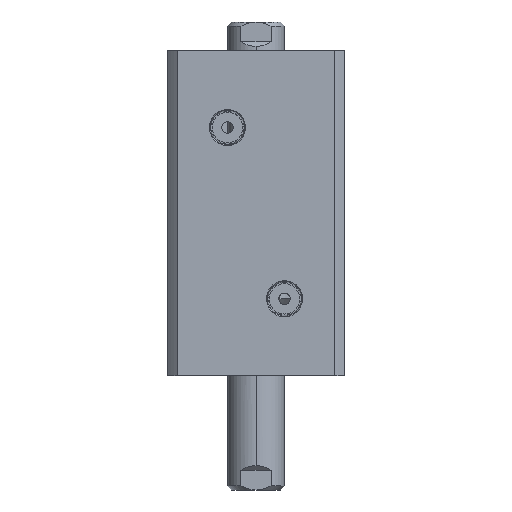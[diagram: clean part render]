
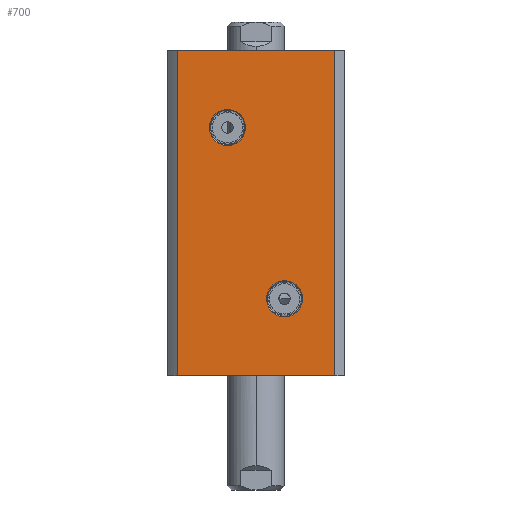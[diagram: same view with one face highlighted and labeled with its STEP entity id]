
A CAD part, left-side view. The second image highlights one B-rep face of the part: STEP entity #700.
In plain terms, the highlighted planar face has unit normal (-1, 0, 0).
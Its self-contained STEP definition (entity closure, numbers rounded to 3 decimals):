
#347 = FACE_OUTER_BOUND ( 'NONE', #10030, .T. ) ;
#522 = ORIENTED_EDGE ( 'NONE', *, *, #22413, .F. ) ;
#700 = ADVANCED_FACE ( 'NONE', ( #23267, #1285, #347 ), #3349, .F. ) ;
#1285 = FACE_BOUND ( 'NONE', #25787, .T. ) ;
#1370 = VECTOR ( 'NONE', #2633, 1000. ) ;
#1767 = CARTESIAN_POINT ( 'NONE',  ( -31., 10., 30. ) ) ;
#2263 = CARTESIAN_POINT ( 'NONE',  ( -31., -27.591, 57. ) ) ;
#2564 = LINE ( 'NONE', #8607, #23254 ) ;
#2633 = DIRECTION ( 'NONE',  ( 0., 0., -1. ) ) ;
#3171 = DIRECTION ( 'NONE',  ( -1., 0., 0. ) ) ;
#3349 = PLANE ( 'NONE',  #17127 ) ;
#3378 = ORIENTED_EDGE ( 'NONE', *, *, #22669, .F. ) ;
#3405 = CARTESIAN_POINT ( 'NONE',  ( -31., -10., -36.335 ) ) ;
#3787 = DIRECTION ( 'NONE',  ( 0., 0., -1. ) ) ;
#3903 = DIRECTION ( 'NONE',  ( 0., 0., 1. ) ) ;
#4193 = VERTEX_POINT ( 'NONE', #16352 ) ;
#4807 = AXIS2_PLACEMENT_3D ( 'NONE', #1767, #18569, #3903 ) ;
#5069 = DIRECTION ( 'NONE',  ( 0., 0., 1. ) ) ;
#5169 = CARTESIAN_POINT ( 'NONE',  ( -31., -10., -23.665 ) ) ;
#5255 = CARTESIAN_POINT ( 'NONE',  ( -31., 27.591, 57. ) ) ;
#5916 = CIRCLE ( 'NONE', #13318, 6.335 ) ;
#6087 = VERTEX_POINT ( 'NONE', #3405 ) ;
#6425 = VERTEX_POINT ( 'NONE', #21854 ) ;
#6816 = LINE ( 'NONE', #7013, #1370 ) ;
#7013 = CARTESIAN_POINT ( 'NONE',  ( -31., 27.591, 57. ) ) ;
#7709 = AXIS2_PLACEMENT_3D ( 'NONE', #11480, #3171, #5069 ) ;
#8392 = VERTEX_POINT ( 'NONE', #9303 ) ;
#8607 = CARTESIAN_POINT ( 'NONE',  ( -31., 27.591, 57. ) ) ;
#9215 = CARTESIAN_POINT ( 'NONE',  ( -31., 10., 30. ) ) ;
#9303 = CARTESIAN_POINT ( 'NONE',  ( -31., 27.591, -57. ) ) ;
#9833 = ORIENTED_EDGE ( 'NONE', *, *, #13649, .F. ) ;
#9852 = CARTESIAN_POINT ( 'NONE',  ( -31., 10., 23.665 ) ) ;
#9940 = ORIENTED_EDGE ( 'NONE', *, *, #10185, .T. ) ;
#10030 = EDGE_LOOP ( 'NONE', ( #9940, #12439, #522, #26216 ) ) ;
#10185 = EDGE_CURVE ( 'NONE', #8392, #6425, #13679, .T. ) ;
#10219 = EDGE_CURVE ( 'NONE', #21526, #21689, #5916, .T. ) ;
#11254 = EDGE_LOOP ( 'NONE', ( #17053, #24410 ) ) ;
#11480 = CARTESIAN_POINT ( 'NONE',  ( -31., -10., -30. ) ) ;
#12439 = ORIENTED_EDGE ( 'NONE', *, *, #13512, .F. ) ;
#13318 = AXIS2_PLACEMENT_3D ( 'NONE', #9215, #25777, #15541 ) ;
#13512 = EDGE_CURVE ( 'NONE', #26147, #6425, #18975, .T. ) ;
#13649 = EDGE_CURVE ( 'NONE', #6087, #22797, #24130, .T. ) ;
#13679 = LINE ( 'NONE', #21617, #17229 ) ;
#14444 = VECTOR ( 'NONE', #3787, 1000. ) ;
#15541 = DIRECTION ( 'NONE',  ( 0., 0., 1. ) ) ;
#16352 = CARTESIAN_POINT ( 'NONE',  ( -31., 27.591, 57. ) ) ;
#16581 = DIRECTION ( 'NONE',  ( 0., -1., 0. ) ) ;
#16930 = EDGE_CURVE ( 'NONE', #4193, #8392, #6816, .T. ) ;
#17053 = ORIENTED_EDGE ( 'NONE', *, *, #26325, .F. ) ;
#17127 = AXIS2_PLACEMENT_3D ( 'NONE', #5255, #19713, #25860 ) ;
#17229 = VECTOR ( 'NONE', #23520, 1000. ) ;
#17522 = CARTESIAN_POINT ( 'NONE',  ( -31., -10., -30. ) ) ;
#18569 = DIRECTION ( 'NONE',  ( -1., 0., 0. ) ) ;
#18975 = LINE ( 'NONE', #2263, #14444 ) ;
#19713 = DIRECTION ( 'NONE',  ( 1., 0., 0. ) ) ;
#20242 = CIRCLE ( 'NONE', #4807, 6.335 ) ;
#21526 = VERTEX_POINT ( 'NONE', #9852 ) ;
#21617 = CARTESIAN_POINT ( 'NONE',  ( -31., 27.591, -57. ) ) ;
#21689 = VERTEX_POINT ( 'NONE', #26600 ) ;
#21699 = DIRECTION ( 'NONE',  ( 0., 0., 1. ) ) ;
#21854 = CARTESIAN_POINT ( 'NONE',  ( -31., -27.591, -57. ) ) ;
#21879 = DIRECTION ( 'NONE',  ( -1., 0., 0. ) ) ;
#22413 = EDGE_CURVE ( 'NONE', #4193, #26147, #2564, .T. ) ;
#22669 = EDGE_CURVE ( 'NONE', #22797, #6087, #23860, .T. ) ;
#22797 = VERTEX_POINT ( 'NONE', #5169 ) ;
#23254 = VECTOR ( 'NONE', #16581, 1000. ) ;
#23267 = FACE_BOUND ( 'NONE', #11254, .T. ) ;
#23520 = DIRECTION ( 'NONE',  ( 0., -1., 0. ) ) ;
#23711 = CARTESIAN_POINT ( 'NONE',  ( -31., -27.591, 57. ) ) ;
#23860 = CIRCLE ( 'NONE', #7709, 6.335 ) ;
#24130 = CIRCLE ( 'NONE', #24992, 6.335 ) ;
#24410 = ORIENTED_EDGE ( 'NONE', *, *, #10219, .F. ) ;
#24992 = AXIS2_PLACEMENT_3D ( 'NONE', #17522, #21879, #21699 ) ;
#25777 = DIRECTION ( 'NONE',  ( -1., 0., 0. ) ) ;
#25787 = EDGE_LOOP ( 'NONE', ( #3378, #9833 ) ) ;
#25860 = DIRECTION ( 'NONE',  ( 0., 1., 0. ) ) ;
#26147 = VERTEX_POINT ( 'NONE', #23711 ) ;
#26216 = ORIENTED_EDGE ( 'NONE', *, *, #16930, .T. ) ;
#26325 = EDGE_CURVE ( 'NONE', #21689, #21526, #20242, .T. ) ;
#26600 = CARTESIAN_POINT ( 'NONE',  ( -31., 10., 36.335 ) ) ;
